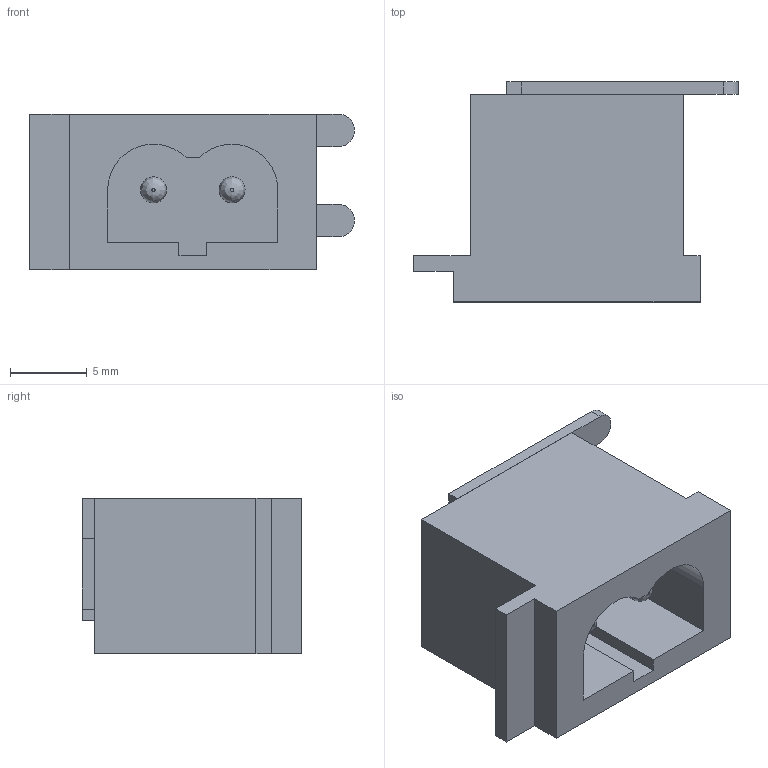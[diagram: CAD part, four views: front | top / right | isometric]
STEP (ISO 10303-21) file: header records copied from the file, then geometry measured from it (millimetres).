
FILE_DESCRIPTION(('FreeCAD Model'),'2;1');
FILE_NAME('MaoRun.step', '2017-07-29T17:15:42',('kicad StepUp'),('ksu MCAD'), 'Open CASCADE STEP processor 6.8','FreeCAD','Unknown');
FILE_SCHEMA(('AUTOMOTIVE_DESIGN_CC2 { 1 2 10303 214 -1 1 5 4 }'));
Length unit declared in the file: millimetre
Products named in the file (2): ASSEMBLY; MaoRun
Assembly tree (1 placements, depth 2):
  ASSEMBLY
    MaoRun
Bounding box: 21.2 x 14.35 x 10.15 mm (x, y, z)
Volume: 1381.5 mm3; surface area: 1606.2 mm2
Topology: 1 solids, 1 shells, 55 faces, 146 edges, 96 vertices
Faces by surface type: plane 45, cylinder 8, bspline 2
Full cylindrical faces by diameter (mm): 1.7 x2
Entity records: 2160 total; most frequent: CARTESIAN_POINT 371, ORIENTED_EDGE 292, DIRECTION 272, EDGE_CURVE 146, LINE 122, VECTOR 122, VERTEX_POINT 96, AXIS2_PLACEMENT_3D 75
